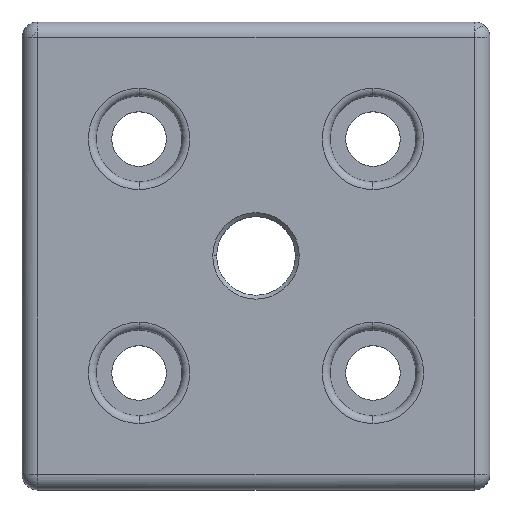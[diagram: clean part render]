
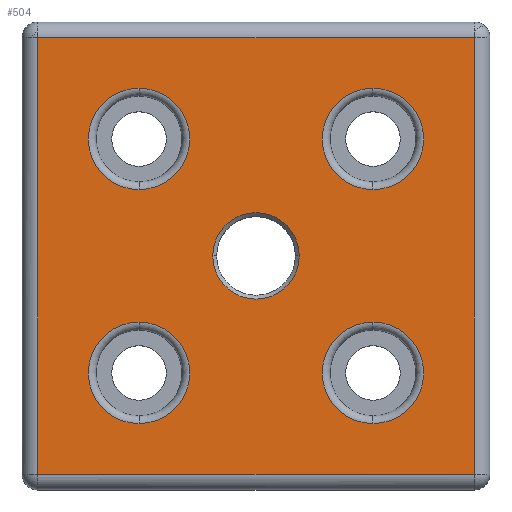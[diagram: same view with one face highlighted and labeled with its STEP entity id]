
A CAD part, top view. The second image highlights one B-rep face of the part: STEP entity #504.
In plain terms, the highlighted planar face has unit normal (0, 0, 1).
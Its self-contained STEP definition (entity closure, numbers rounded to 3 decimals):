
#62 = VERTEX_POINT ( 'NONE', #1575 ) ;
#97 = DIRECTION ( 'NONE',  ( 1., 0., 0. ) ) ;
#153 = DIRECTION ( 'NONE',  ( 1., 0., 0. ) ) ;
#207 = DIRECTION ( 'NONE',  ( 0., 0., 1. ) ) ;
#234 = CARTESIAN_POINT ( 'NONE',  ( 0., 0., 12. ) ) ;
#266 = ORIENTED_EDGE ( 'NONE', *, *, #298, .F. ) ;
#273 = ORIENTED_EDGE ( 'NONE', *, *, #2565, .F. ) ;
#294 = ORIENTED_EDGE ( 'NONE', *, *, #2554, .F. ) ;
#298 = EDGE_CURVE ( 'NONE', #2970, #2681, #5043, .T. ) ;
#394 = DIRECTION ( 'NONE',  ( 0., 0., 1. ) ) ;
#402 = EDGE_CURVE ( 'NONE', #4532, #3388, #757, .T. ) ;
#404 = CARTESIAN_POINT ( 'NONE',  ( 0., 0., 12. ) ) ;
#459 = CIRCLE ( 'NONE', #3419, 6.5 ) ;
#473 = EDGE_LOOP ( 'NONE', ( #1654, #4977, #4804, #5403 ) ) ;
#504 = ADVANCED_FACE ( 'NONE', ( #3293, #1775, #3679, #3831, #3835, #2636 ), #1765, .F. ) ;
#631 = CARTESIAN_POINT ( 'NONE',  ( -15., 8.5, 12. ) ) ;
#657 = ORIENTED_EDGE ( 'NONE', *, *, #4642, .F. ) ;
#757 = CIRCLE ( 'NONE', #2159, 6.5 ) ;
#829 = CARTESIAN_POINT ( 'NONE',  ( -15., -21.5, 12. ) ) ;
#861 = CIRCLE ( 'NONE', #3485, 5.55 ) ;
#862 = CARTESIAN_POINT ( 'NONE',  ( 5.55, 0., 12. ) ) ;
#868 = CIRCLE ( 'NONE', #4584, 6.5 ) ;
#882 = LINE ( 'NONE', #2644, #2664 ) ;
#891 = CIRCLE ( 'NONE', #4740, 6.5 ) ;
#928 = DIRECTION ( 'NONE',  ( 0., 1., 0. ) ) ;
#934 = DIRECTION ( 'NONE',  ( 0., 0., 1. ) ) ;
#943 = CARTESIAN_POINT ( 'NONE',  ( -15., 15., 12. ) ) ;
#1012 = VERTEX_POINT ( 'NONE', #1358 ) ;
#1077 = CARTESIAN_POINT ( 'NONE',  ( 15., 21.5, 12. ) ) ;
#1220 = CARTESIAN_POINT ( 'NONE',  ( -5.55, 0., 12. ) ) ;
#1269 = CARTESIAN_POINT ( 'NONE',  ( -28., 28., 12. ) ) ;
#1313 = EDGE_CURVE ( 'NONE', #1012, #5661, #2235, .T. ) ;
#1350 = CARTESIAN_POINT ( 'NONE',  ( -28., 30., 12. ) ) ;
#1358 = CARTESIAN_POINT ( 'NONE',  ( 15., 8.5, 12. ) ) ;
#1387 = EDGE_LOOP ( 'NONE', ( #5769, #4046 ) ) ;
#1575 = CARTESIAN_POINT ( 'NONE',  ( 28., 28., 12. ) ) ;
#1641 = DIRECTION ( 'NONE',  ( -1., 0., 0. ) ) ;
#1645 = DIRECTION ( 'NONE',  ( 0., 0., -1. ) ) ;
#1647 = CIRCLE ( 'NONE', #2957, 5.55 ) ;
#1649 = VERTEX_POINT ( 'NONE', #2385 ) ;
#1654 = ORIENTED_EDGE ( 'NONE', *, *, #2608, .F. ) ;
#1679 = CARTESIAN_POINT ( 'NONE',  ( 30., 30., 12. ) ) ;
#1765 = PLANE ( 'NONE',  #3621 ) ;
#1775 = FACE_BOUND ( 'NONE', #4997, .T. ) ;
#1831 = CARTESIAN_POINT ( 'NONE',  ( 30., 28., 12. ) ) ;
#1852 = ORIENTED_EDGE ( 'NONE', *, *, #4470, .F. ) ;
#1938 = LINE ( 'NONE', #1831, #5596 ) ;
#2113 = DIRECTION ( 'NONE',  ( -1., 0., 0. ) ) ;
#2159 = AXIS2_PLACEMENT_3D ( 'NONE', #3152, #3140, #3132 ) ;
#2235 = CIRCLE ( 'NONE', #2386, 6.5 ) ;
#2300 = VERTEX_POINT ( 'NONE', #2671 ) ;
#2385 = CARTESIAN_POINT ( 'NONE',  ( -28., -28., 12. ) ) ;
#2386 = AXIS2_PLACEMENT_3D ( 'NONE', #3823, #3798, #3778 ) ;
#2456 = CARTESIAN_POINT ( 'NONE',  ( 15., -8.5, 12. ) ) ;
#2483 = CARTESIAN_POINT ( 'NONE',  ( -15., 21.5, 12. ) ) ;
#2494 = VERTEX_POINT ( 'NONE', #2483 ) ;
#2554 = EDGE_CURVE ( 'NONE', #2813, #4427, #1647, .T. ) ;
#2565 = EDGE_CURVE ( 'NONE', #3388, #4532, #868, .T. ) ;
#2566 = EDGE_CURVE ( 'NONE', #2681, #2970, #4097, .T. ) ;
#2578 = EDGE_CURVE ( 'NONE', #5661, #1012, #891, .T. ) ;
#2595 = EDGE_CURVE ( 'NONE', #2494, #2649, #2999, .T. ) ;
#2598 = EDGE_CURVE ( 'NONE', #2300, #1649, #882, .T. ) ;
#2607 = EDGE_CURVE ( 'NONE', #1649, #4366, #5209, .T. ) ;
#2608 = EDGE_CURVE ( 'NONE', #4366, #62, #1938, .T. ) ;
#2610 = EDGE_CURVE ( 'NONE', #62, #2300, #5205, .T. ) ;
#2636 = FACE_BOUND ( 'NONE', #3269, .T. ) ;
#2644 = CARTESIAN_POINT ( 'NONE',  ( 30., -28., 12. ) ) ;
#2649 = VERTEX_POINT ( 'NONE', #631 ) ;
#2664 = VECTOR ( 'NONE', #2113, 1000. ) ;
#2671 = CARTESIAN_POINT ( 'NONE',  ( 28., -28., 12. ) ) ;
#2681 = VERTEX_POINT ( 'NONE', #2456 ) ;
#2789 = CARTESIAN_POINT ( 'NONE',  ( 15., -15., 12. ) ) ;
#2813 = VERTEX_POINT ( 'NONE', #862 ) ;
#2929 = DIRECTION ( 'NONE',  ( 0., 0., 1. ) ) ;
#2957 = AXIS2_PLACEMENT_3D ( 'NONE', #234, #207, #97 ) ;
#2970 = VERTEX_POINT ( 'NONE', #6061 ) ;
#2999 = CIRCLE ( 'NONE', #4699, 6.5 ) ;
#3033 = AXIS2_PLACEMENT_3D ( 'NONE', #4726, #4718, #4691 ) ;
#3132 = DIRECTION ( 'NONE',  ( 0., 1., 0. ) ) ;
#3140 = DIRECTION ( 'NONE',  ( 0., 0., 1. ) ) ;
#3152 = CARTESIAN_POINT ( 'NONE',  ( -15., -15., 12. ) ) ;
#3269 = EDGE_LOOP ( 'NONE', ( #294, #657 ) ) ;
#3293 = FACE_OUTER_BOUND ( 'NONE', #473, .T. ) ;
#3294 = DIRECTION ( 'NONE',  ( 0., 1., 0. ) ) ;
#3330 = DIRECTION ( 'NONE',  ( 0., 1., 0. ) ) ;
#3352 = EDGE_LOOP ( 'NONE', ( #5102, #266 ) ) ;
#3388 = VERTEX_POINT ( 'NONE', #4693 ) ;
#3395 = DIRECTION ( 'NONE',  ( 0., 0., 1. ) ) ;
#3415 = DIRECTION ( 'NONE',  ( 0., 1., 0. ) ) ;
#3419 = AXIS2_PLACEMENT_3D ( 'NONE', #943, #934, #928 ) ;
#3485 = AXIS2_PLACEMENT_3D ( 'NONE', #404, #394, #153 ) ;
#3491 = CARTESIAN_POINT ( 'NONE',  ( 15., 15., 12. ) ) ;
#3558 = CARTESIAN_POINT ( 'NONE',  ( 28., 30., 12. ) ) ;
#3621 = AXIS2_PLACEMENT_3D ( 'NONE', #1679, #1645, #1641 ) ;
#3679 = FACE_BOUND ( 'NONE', #1387, .T. ) ;
#3684 = CARTESIAN_POINT ( 'NONE',  ( -15., 15., 12. ) ) ;
#3772 = ORIENTED_EDGE ( 'NONE', *, *, #402, .F. ) ;
#3778 = DIRECTION ( 'NONE',  ( 0., 1., 0. ) ) ;
#3798 = DIRECTION ( 'NONE',  ( 0., 0., 1. ) ) ;
#3823 = CARTESIAN_POINT ( 'NONE',  ( 15., 15., 12. ) ) ;
#3831 = FACE_BOUND ( 'NONE', #3352, .T. ) ;
#3835 = FACE_BOUND ( 'NONE', #4948, .T. ) ;
#4046 = ORIENTED_EDGE ( 'NONE', *, *, #1313, .F. ) ;
#4097 = CIRCLE ( 'NONE', #4575, 6.5 ) ;
#4311 = DIRECTION ( 'NONE',  ( 0., 0., 1. ) ) ;
#4366 = VERTEX_POINT ( 'NONE', #1269 ) ;
#4427 = VERTEX_POINT ( 'NONE', #1220 ) ;
#4470 = EDGE_CURVE ( 'NONE', #2649, #2494, #459, .T. ) ;
#4532 = VERTEX_POINT ( 'NONE', #829 ) ;
#4575 = AXIS2_PLACEMENT_3D ( 'NONE', #2789, #3395, #5256 ) ;
#4584 = AXIS2_PLACEMENT_3D ( 'NONE', #5365, #2929, #3294 ) ;
#4642 = EDGE_CURVE ( 'NONE', #4427, #2813, #861, .T. ) ;
#4691 = DIRECTION ( 'NONE',  ( 0., 1., 0. ) ) ;
#4693 = CARTESIAN_POINT ( 'NONE',  ( -15., -8.5, 12. ) ) ;
#4699 = AXIS2_PLACEMENT_3D ( 'NONE', #3684, #4311, #3415 ) ;
#4718 = DIRECTION ( 'NONE',  ( 0., 0., 1. ) ) ;
#4726 = CARTESIAN_POINT ( 'NONE',  ( 15., -15., 12. ) ) ;
#4740 = AXIS2_PLACEMENT_3D ( 'NONE', #3491, #5281, #5500 ) ;
#4804 = ORIENTED_EDGE ( 'NONE', *, *, #2598, .F. ) ;
#4848 = ORIENTED_EDGE ( 'NONE', *, *, #2595, .F. ) ;
#4948 = EDGE_LOOP ( 'NONE', ( #273, #3772 ) ) ;
#4977 = ORIENTED_EDGE ( 'NONE', *, *, #2607, .F. ) ;
#4997 = EDGE_LOOP ( 'NONE', ( #4848, #1852 ) ) ;
#5043 = CIRCLE ( 'NONE', #3033, 6.5 ) ;
#5102 = ORIENTED_EDGE ( 'NONE', *, *, #2566, .F. ) ;
#5157 = DIRECTION ( 'NONE',  ( 0., -1., 0. ) ) ;
#5186 = DIRECTION ( 'NONE',  ( 1., 0., 0. ) ) ;
#5200 = VECTOR ( 'NONE', #3330, 1000. ) ;
#5205 = LINE ( 'NONE', #3558, #5454 ) ;
#5209 = LINE ( 'NONE', #1350, #5200 ) ;
#5256 = DIRECTION ( 'NONE',  ( 0., 1., 0. ) ) ;
#5281 = DIRECTION ( 'NONE',  ( 0., 0., 1. ) ) ;
#5365 = CARTESIAN_POINT ( 'NONE',  ( -15., -15., 12. ) ) ;
#5403 = ORIENTED_EDGE ( 'NONE', *, *, #2610, .F. ) ;
#5454 = VECTOR ( 'NONE', #5157, 1000. ) ;
#5500 = DIRECTION ( 'NONE',  ( 0., 1., 0. ) ) ;
#5596 = VECTOR ( 'NONE', #5186, 1000. ) ;
#5661 = VERTEX_POINT ( 'NONE', #1077 ) ;
#5769 = ORIENTED_EDGE ( 'NONE', *, *, #2578, .F. ) ;
#6061 = CARTESIAN_POINT ( 'NONE',  ( 15., -21.5, 12. ) ) ;
